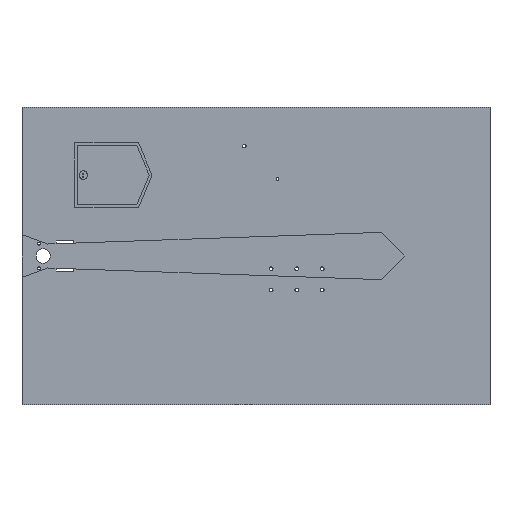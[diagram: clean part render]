
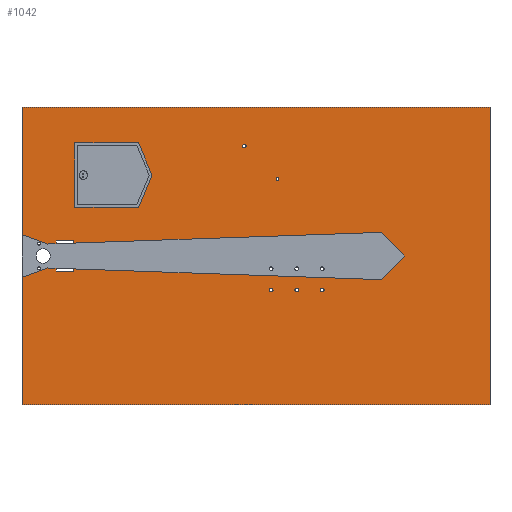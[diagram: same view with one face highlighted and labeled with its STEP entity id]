
A CAD part, front view. The second image highlights one B-rep face of the part: STEP entity #1042.
In plain terms, the highlighted planar face has unit normal (0, -1, 0).
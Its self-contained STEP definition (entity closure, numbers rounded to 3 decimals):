
#15=FACE_BOUND('',#159,.T.);
#16=FACE_BOUND('',#160,.T.);
#17=FACE_BOUND('',#161,.T.);
#18=FACE_BOUND('',#162,.T.);
#19=FACE_BOUND('',#163,.T.);
#20=FACE_BOUND('',#164,.T.);
#55=PLANE('',#1137);
#105=FACE_OUTER_BOUND('',#158,.T.);
#158=EDGE_LOOP('',(#814,#815,#816,#817,#818,#819,#820,#821,#822,#823,#824,
#825,#826,#827,#828,#829,#830,#831,#832));
#159=EDGE_LOOP('',(#833));
#160=EDGE_LOOP('',(#834));
#161=EDGE_LOOP('',(#835));
#162=EDGE_LOOP('',(#836));
#163=EDGE_LOOP('',(#837));
#164=EDGE_LOOP('',(#838,#839,#840,#841,#842));
#235=LINE('',#1532,#351);
#238=LINE('',#1538,#354);
#241=LINE('',#1543,#357);
#250=LINE('',#1566,#366);
#256=LINE('',#1577,#372);
#258=LINE('',#1582,#374);
#266=LINE('',#1596,#382);
#267=LINE('',#1599,#383);
#270=LINE('',#1605,#386);
#271=LINE('',#1607,#387);
#272=LINE('',#1608,#388);
#273=LINE('',#1610,#389);
#274=LINE('',#1612,#390);
#275=LINE('',#1614,#391);
#276=LINE('',#1616,#392);
#277=LINE('',#1618,#393);
#278=LINE('',#1620,#394);
#279=LINE('',#1622,#395);
#280=LINE('',#1623,#396);
#281=LINE('',#1626,#397);
#282=LINE('',#1628,#398);
#283=LINE('',#1630,#399);
#284=LINE('',#1632,#400);
#285=LINE('',#1633,#401);
#351=VECTOR('',#1257,10.);
#354=VECTOR('',#1262,10.);
#357=VECTOR('',#1267,10.);
#366=VECTOR('',#1286,10.);
#372=VECTOR('',#1294,10.);
#374=VECTOR('',#1298,10.);
#382=VECTOR('',#1310,10.);
#383=VECTOR('',#1313,10.);
#386=VECTOR('',#1318,10.);
#387=VECTOR('',#1319,10.);
#388=VECTOR('',#1320,10.);
#389=VECTOR('',#1321,10.);
#390=VECTOR('',#1322,10.);
#391=VECTOR('',#1323,10.);
#392=VECTOR('',#1324,10.);
#393=VECTOR('',#1325,10.);
#394=VECTOR('',#1326,10.);
#395=VECTOR('',#1327,10.);
#396=VECTOR('',#1328,10.);
#397=VECTOR('',#1329,10.);
#398=VECTOR('',#1330,10.);
#399=VECTOR('',#1331,10.);
#400=VECTOR('',#1332,10.);
#401=VECTOR('',#1333,10.);
#452=CIRCLE('',#1097,2.1);
#454=CIRCLE('',#1100,2.15);
#456=CIRCLE('',#1103,2.15);
#462=CIRCLE('',#1112,2.15);
#464=CIRCLE('',#1115,1.6);
#480=VERTEX_POINT('',#1462);
#482=VERTEX_POINT('',#1468);
#484=VERTEX_POINT('',#1474);
#490=VERTEX_POINT('',#1492);
#492=VERTEX_POINT('',#1498);
#504=VERTEX_POINT('',#1529);
#505=VERTEX_POINT('',#1531);
#507=VERTEX_POINT('',#1537);
#508=VERTEX_POINT('',#1542);
#516=VERTEX_POINT('',#1563);
#517=VERTEX_POINT('',#1565);
#521=VERTEX_POINT('',#1575);
#523=VERTEX_POINT('',#1581);
#527=VERTEX_POINT('',#1594);
#528=VERTEX_POINT('',#1598);
#530=VERTEX_POINT('',#1604);
#531=VERTEX_POINT('',#1606);
#532=VERTEX_POINT('',#1609);
#533=VERTEX_POINT('',#1611);
#534=VERTEX_POINT('',#1613);
#535=VERTEX_POINT('',#1615);
#536=VERTEX_POINT('',#1617);
#537=VERTEX_POINT('',#1619);
#538=VERTEX_POINT('',#1621);
#539=VERTEX_POINT('',#1624);
#540=VERTEX_POINT('',#1625);
#541=VERTEX_POINT('',#1627);
#542=VERTEX_POINT('',#1629);
#543=VERTEX_POINT('',#1631);
#577=EDGE_CURVE('',#480,#480,#452,.T.);
#580=EDGE_CURVE('',#482,#482,#454,.T.);
#583=EDGE_CURVE('',#484,#484,#456,.T.);
#592=EDGE_CURVE('',#490,#490,#462,.T.);
#595=EDGE_CURVE('',#492,#492,#464,.T.);
#611=EDGE_CURVE('',#505,#504,#235,.T.);
#614=EDGE_CURVE('',#507,#505,#238,.T.);
#617=EDGE_CURVE('',#508,#507,#241,.T.);
#628=EDGE_CURVE('',#517,#516,#250,.T.);
#634=EDGE_CURVE('',#516,#521,#256,.T.);
#636=EDGE_CURVE('',#523,#517,#258,.T.);
#644=EDGE_CURVE('',#504,#527,#266,.T.);
#645=EDGE_CURVE('',#528,#508,#267,.T.);
#648=EDGE_CURVE('',#527,#530,#270,.T.);
#649=EDGE_CURVE('',#530,#531,#271,.T.);
#650=EDGE_CURVE('',#531,#523,#272,.T.);
#651=EDGE_CURVE('',#521,#532,#273,.T.);
#652=EDGE_CURVE('',#532,#533,#274,.T.);
#653=EDGE_CURVE('',#534,#533,#275,.T.);
#654=EDGE_CURVE('',#535,#534,#276,.T.);
#655=EDGE_CURVE('',#536,#535,#277,.T.);
#656=EDGE_CURVE('',#537,#536,#278,.T.);
#657=EDGE_CURVE('',#538,#537,#279,.T.);
#658=EDGE_CURVE('',#538,#528,#280,.T.);
#659=EDGE_CURVE('',#539,#540,#281,.T.);
#660=EDGE_CURVE('',#540,#541,#282,.T.);
#661=EDGE_CURVE('',#541,#542,#283,.T.);
#662=EDGE_CURVE('',#542,#543,#284,.T.);
#663=EDGE_CURVE('',#543,#539,#285,.T.);
#814=ORIENTED_EDGE('',*,*,#617,.T.);
#815=ORIENTED_EDGE('',*,*,#614,.T.);
#816=ORIENTED_EDGE('',*,*,#611,.T.);
#817=ORIENTED_EDGE('',*,*,#644,.T.);
#818=ORIENTED_EDGE('',*,*,#648,.T.);
#819=ORIENTED_EDGE('',*,*,#649,.T.);
#820=ORIENTED_EDGE('',*,*,#650,.T.);
#821=ORIENTED_EDGE('',*,*,#636,.T.);
#822=ORIENTED_EDGE('',*,*,#628,.T.);
#823=ORIENTED_EDGE('',*,*,#634,.T.);
#824=ORIENTED_EDGE('',*,*,#651,.T.);
#825=ORIENTED_EDGE('',*,*,#652,.T.);
#826=ORIENTED_EDGE('',*,*,#653,.F.);
#827=ORIENTED_EDGE('',*,*,#654,.F.);
#828=ORIENTED_EDGE('',*,*,#655,.F.);
#829=ORIENTED_EDGE('',*,*,#656,.F.);
#830=ORIENTED_EDGE('',*,*,#657,.F.);
#831=ORIENTED_EDGE('',*,*,#658,.T.);
#832=ORIENTED_EDGE('',*,*,#645,.T.);
#833=ORIENTED_EDGE('',*,*,#577,.T.);
#834=ORIENTED_EDGE('',*,*,#580,.T.);
#835=ORIENTED_EDGE('',*,*,#583,.T.);
#836=ORIENTED_EDGE('',*,*,#592,.T.);
#837=ORIENTED_EDGE('',*,*,#595,.T.);
#838=ORIENTED_EDGE('',*,*,#659,.T.);
#839=ORIENTED_EDGE('',*,*,#660,.T.);
#840=ORIENTED_EDGE('',*,*,#661,.T.);
#841=ORIENTED_EDGE('',*,*,#662,.T.);
#842=ORIENTED_EDGE('',*,*,#663,.T.);
#1042=ADVANCED_FACE('',(#105,#15,#16,#17,#18,#19,#20),#55,.F.);
#1097=AXIS2_PLACEMENT_3D('',#1463,#1185,#1186);
#1100=AXIS2_PLACEMENT_3D('',#1469,#1192,#1193);
#1103=AXIS2_PLACEMENT_3D('',#1475,#1199,#1200);
#1112=AXIS2_PLACEMENT_3D('',#1493,#1220,#1221);
#1115=AXIS2_PLACEMENT_3D('',#1499,#1227,#1228);
#1137=AXIS2_PLACEMENT_3D('',#1603,#1316,#1317);
#1185=DIRECTION('center_axis',(0.,1.,0.));
#1186=DIRECTION('ref_axis',(1.,0.,0.));
#1192=DIRECTION('center_axis',(0.,1.,0.));
#1193=DIRECTION('ref_axis',(1.,0.,0.));
#1199=DIRECTION('center_axis',(0.,1.,0.));
#1200=DIRECTION('ref_axis',(1.,0.,0.));
#1220=DIRECTION('center_axis',(0.,1.,0.));
#1221=DIRECTION('ref_axis',(1.,0.,0.));
#1227=DIRECTION('center_axis',(0.,1.,0.));
#1228=DIRECTION('ref_axis',(1.,0.,0.));
#1257=DIRECTION('',(0.,0.,-1.));
#1262=DIRECTION('',(1.,0.,0.));
#1267=DIRECTION('',(0.,0.,1.));
#1286=DIRECTION('',(-1.,0.,0.));
#1294=DIRECTION('',(0.,0.,1.));
#1298=DIRECTION('',(0.,0.,-1.));
#1310=DIRECTION('',(0.999,0.,0.035));
#1313=DIRECTION('',(0.999,0.,0.035));
#1316=DIRECTION('center_axis',(0.,1.,0.));
#1317=DIRECTION('ref_axis',(0.,0.,1.));
#1318=DIRECTION('',(0.707,0.,-0.707));
#1319=DIRECTION('',(-0.707,0.,-0.707));
#1320=DIRECTION('',(-0.999,0.,0.035));
#1321=DIRECTION('',(-0.999,0.,0.035));
#1322=DIRECTION('',(-0.94,0.,-0.342));
#1323=DIRECTION('',(0.,0.,1.));
#1324=DIRECTION('',(-1.,0.,0.));
#1325=DIRECTION('',(0.,0.,-1.));
#1326=DIRECTION('',(1.,0.,0.));
#1327=DIRECTION('',(0.,0.,1.));
#1328=DIRECTION('',(0.94,0.,-0.342));
#1329=DIRECTION('',(0.,0.,1.));
#1330=DIRECTION('',(1.,0.,0.));
#1331=DIRECTION('',(0.383,0.,-0.924));
#1332=DIRECTION('',(-0.383,0.,-0.924));
#1333=DIRECTION('',(-1.,0.,0.));
#1462=CARTESIAN_POINT('',(-65.836,0.,129.086));
#1463=CARTESIAN_POINT('Origin',(-63.736,0.,129.086));
#1468=CARTESIAN_POINT('',(-4.3,0.,-40.));
#1469=CARTESIAN_POINT('Origin',(-2.15,0.,-40.));
#1474=CARTESIAN_POINT('',(-34.3,0.,-40.));
#1475=CARTESIAN_POINT('Origin',(-32.15,0.,-40.));
#1492=CARTESIAN_POINT('',(25.7,0.,-40.));
#1493=CARTESIAN_POINT('Origin',(27.85,0.,-40.));
#1498=CARTESIAN_POINT('',(-26.225,0.,90.607));
#1499=CARTESIAN_POINT('Origin',(-24.625,0.,90.607));
#1529=CARTESIAN_POINT('',(-264.055,0.,15.162));
#1531=CARTESIAN_POINT('',(-264.055,0.,17.78));
#1532=CARTESIAN_POINT('',(-264.055,0.,8.89));
#1537=CARTESIAN_POINT('',(-285.037,0.,17.78));
#1538=CARTESIAN_POINT('',(-167.519,0.,17.78));
#1542=CARTESIAN_POINT('',(-285.037,0.,14.429));
#1543=CARTESIAN_POINT('',(-285.037,0.,7.209));
#1563=CARTESIAN_POINT('',(-285.037,0.,-17.78));
#1565=CARTESIAN_POINT('',(-264.055,0.,-17.78));
#1566=CARTESIAN_POINT('',(-157.028,0.,-17.78));
#1575=CARTESIAN_POINT('',(-285.037,0.,-14.429));
#1577=CARTESIAN_POINT('',(-285.037,0.,-8.89));
#1581=CARTESIAN_POINT('',(-264.055,0.,-15.162));
#1582=CARTESIAN_POINT('',(-264.055,0.,-7.209));
#1594=CARTESIAN_POINT('',(97.222,0.,27.778));
#1596=CARTESIAN_POINT('',(-172.895,0.,18.345));
#1598=CARTESIAN_POINT('',(-295.,0.,14.081));
#1599=CARTESIAN_POINT('',(-172.895,0.,18.345));
#1603=CARTESIAN_POINT('Origin',(-50.,0.,0.));
#1604=CARTESIAN_POINT('',(125.,0.,0.));
#1605=CARTESIAN_POINT('',(67.361,0.,57.639));
#1606=CARTESIAN_POINT('',(97.222,0.,-27.778));
#1607=CARTESIAN_POINT('',(81.25,0.,-43.75));
#1608=CARTESIAN_POINT('',(23.216,0.,-25.193));
#1609=CARTESIAN_POINT('',(-295.,0.,-14.081));
#1610=CARTESIAN_POINT('',(23.216,0.,-25.193));
#1611=CARTESIAN_POINT('',(-325.,0.,-25.));
#1612=CARTESIAN_POINT('',(-184.567,0.,26.113));
#1613=CARTESIAN_POINT('',(-325.,0.,-175.));
#1614=CARTESIAN_POINT('',(-325.,0.,-175.));
#1615=CARTESIAN_POINT('',(225.,0.,-175.));
#1616=CARTESIAN_POINT('',(225.,0.,-175.));
#1617=CARTESIAN_POINT('',(225.,0.,175.));
#1618=CARTESIAN_POINT('',(225.,0.,175.));
#1619=CARTESIAN_POINT('',(-325.,0.,175.));
#1620=CARTESIAN_POINT('',(-325.,0.,175.));
#1621=CARTESIAN_POINT('',(-325.,0.,25.));
#1622=CARTESIAN_POINT('',(-325.,0.,-175.));
#1623=CARTESIAN_POINT('',(-199.567,0.,-20.654));
#1624=CARTESIAN_POINT('',(-263.,0.,57.));
#1625=CARTESIAN_POINT('',(-263.,0.,133.));
#1626=CARTESIAN_POINT('',(-263.,0.,28.5));
#1627=CARTESIAN_POINT('',(-187.995,0.,133.));
#1628=CARTESIAN_POINT('',(-156.5,0.,133.));
#1629=CARTESIAN_POINT('',(-172.255,0.,95.));
#1630=CARTESIAN_POINT('',(-154.38,0.,51.844));
#1631=CARTESIAN_POINT('',(-187.995,0.,57.));
#1632=CARTESIAN_POINT('',(-180.097,0.,76.068));
#1633=CARTESIAN_POINT('',(-118.998,0.,57.));
